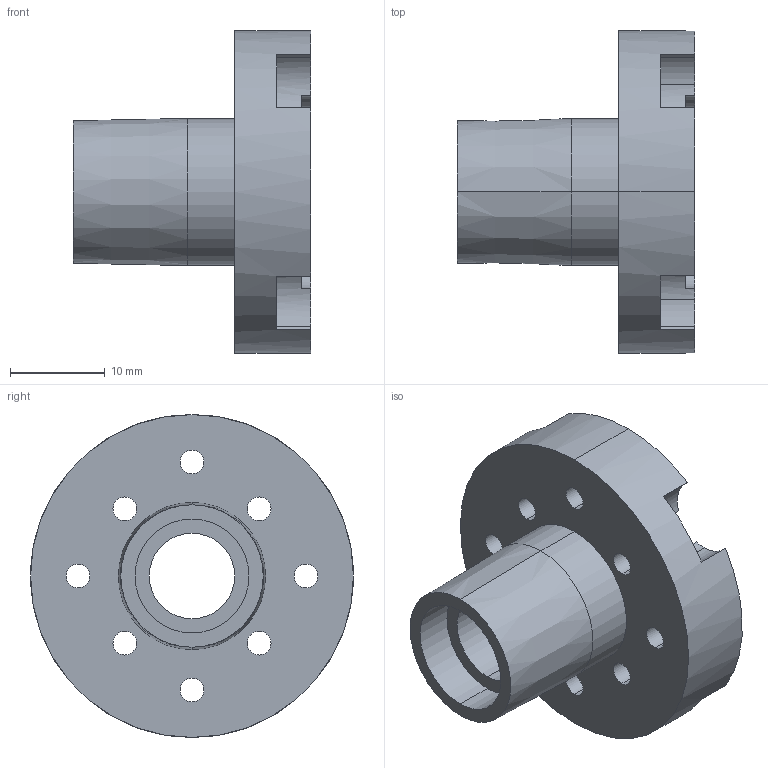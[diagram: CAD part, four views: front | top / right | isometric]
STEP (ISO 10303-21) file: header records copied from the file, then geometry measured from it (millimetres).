
FILE_DESCRIPTION (( 'STEP AP203' ), '1' );
FILE_NAME ('Moyeu AV Inox - Baton centre.STEP', '2020-06-15T16:31:11', ( '' ), ( '' ), 'SwSTEP 2.0', 'SolidWorks 2020', '' );
FILE_SCHEMA (( 'CONFIG_CONTROL_DESIGN' ));
Length unit declared in the file: millimetre
Products named in the file (1): Moyeu AV Inox - Baton centre
Bounding box: 25 x 34 x 34 mm (x, y, z)
Volume: 7520 mm3; surface area: 4644.5 mm2
Topology: 1 solids, 1 shells, 69 faces, 188 edges, 124 vertices
Faces by surface type: cylinder 44, plane 21, cone 4
Entity records: 2351 total; most frequent: DIRECTION 436, CARTESIAN_POINT 382, ORIENTED_EDGE 376, EDGE_CURVE 188, AXIS2_PLACEMENT_3D 178, VERTEX_POINT 124, CIRCLE 108, EDGE_LOOP 90
